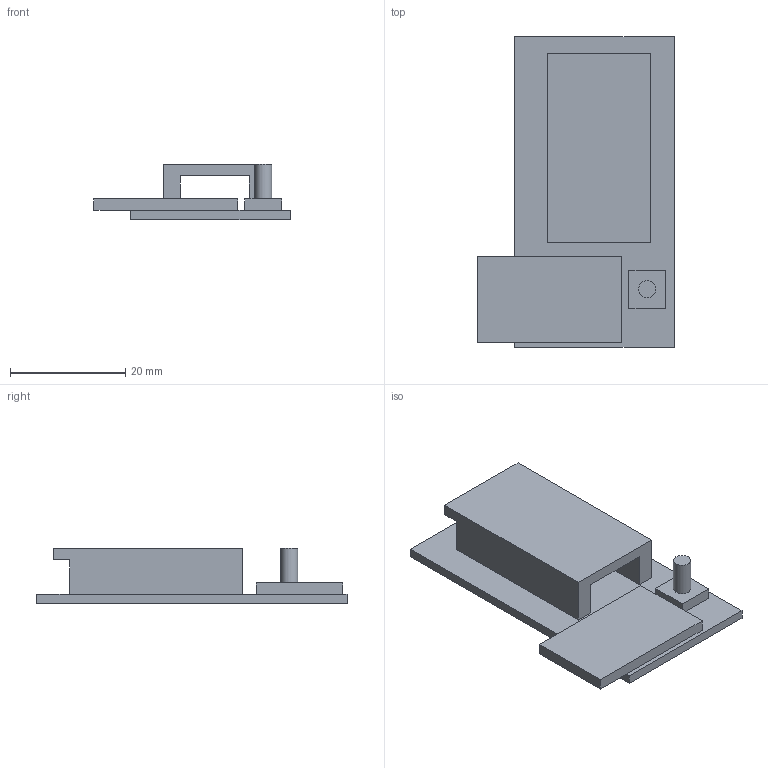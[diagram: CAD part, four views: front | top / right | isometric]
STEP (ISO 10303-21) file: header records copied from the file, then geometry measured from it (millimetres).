
FILE_DESCRIPTION(/* description */ (''),/* implementation_level */ '2;1');
FILE_NAME(/* name */ 'PCBv2.step',/* time_stamp */ '2022-05-14T07:53:17+02:00',/* author */ (''),/* organization */ (''),/* preprocessor_version */ 'ST-DEVELOPER v18.1',/* originating_system */ 'Autodesk Translation Framework v10.14.0.1471',/* authorisation */ '');
FILE_SCHEMA (('AUTOMOTIVE_DESIGN { 1 0 10303 214 3 1 1 }'));
Length unit declared in the file: millimetre
Products named in the file (2): PCBv2; unfancyRemote PCB
Assembly tree (1 placements, depth 2):
  PCBv2
    unfancyRemote PCB
Bounding box: 34.08 x 53.85 x 9.6 mm (x, y, z)
Volume: 5396.3 mm3; surface area: 6017.5 mm2
Topology: 1 solids, 25 shells, 104 faces, 154 edges, 102 vertices
Faces by surface type: plane 76, cylinder 28
Full cylindrical faces by diameter (mm): 1 x26, 3 x1, 3.2 x1
Entity records: 2306 total; most frequent: DIRECTION 424, CARTESIAN_POINT 363, ORIENTED_EDGE 308, AXIS2_PLACEMENT_3D 163, EDGE_CURVE 154, EDGE_LOOP 114, FACE_OUTER_BOUND 104, ADVANCED_FACE 104
